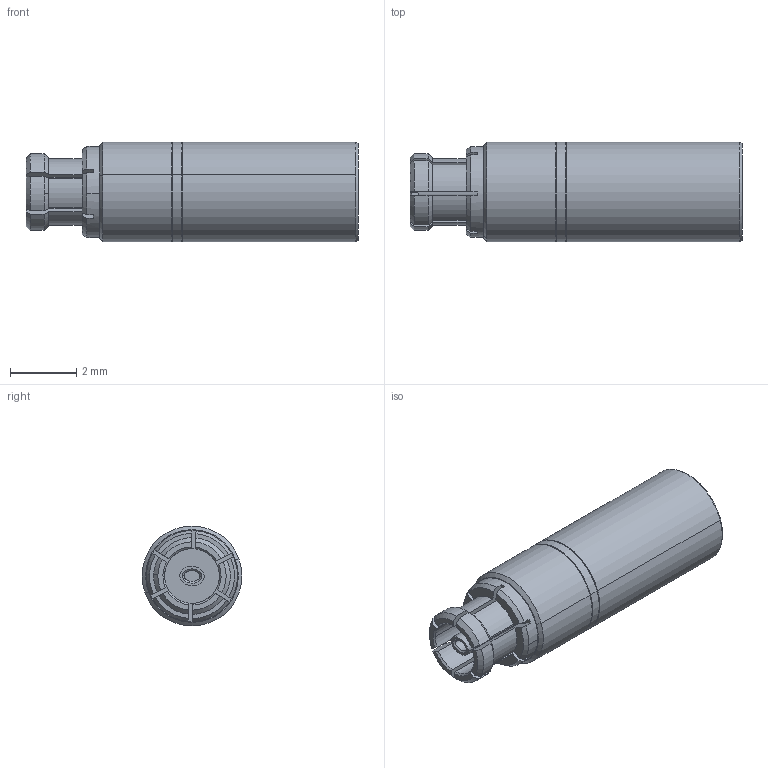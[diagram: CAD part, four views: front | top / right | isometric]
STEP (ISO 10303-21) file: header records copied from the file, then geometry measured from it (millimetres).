
FILE_DESCRIPTION (( 'STEP AP214' ), '1' );
FILE_NAME ('FMTR1210_3D.step', '2025-04-28T16:02:09', ( '' ), ( '' ), 'SwSTEP 2.0', 'SolidWorks 2022', '' );
FILE_SCHEMA (( 'AUTOMOTIVE_DESIGN' ));
Length unit declared in the file: inch
Products named in the file (1): FMTR1210_3D
Bounding box: 10 x 3.01 x 3.01 mm (x, y, z)
Volume: 59.6 mm3; surface area: 125.6 mm2
Topology: 1 solids, 1 shells, 111 faces, 297 edges, 195 vertices
Faces by surface type: plane 45, cone 32, cylinder 28, bspline 6
Entity records: 4593 total; most frequent: CARTESIAN_POINT 1809, ORIENTED_EDGE 594, DIRECTION 562, EDGE_CURVE 297, AXIS2_PLACEMENT_3D 219, VERTEX_POINT 195, LINE 124, VECTOR 124
